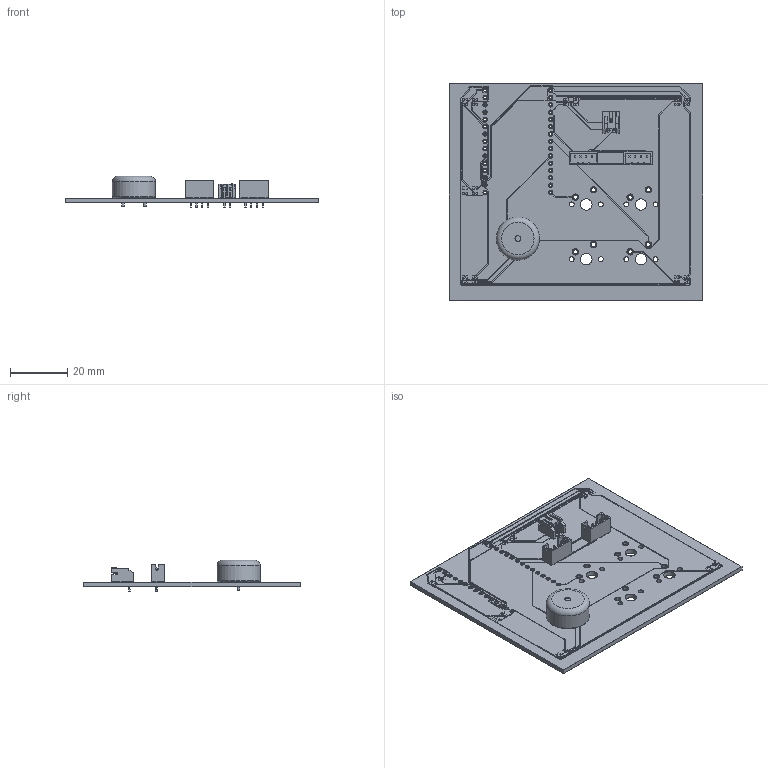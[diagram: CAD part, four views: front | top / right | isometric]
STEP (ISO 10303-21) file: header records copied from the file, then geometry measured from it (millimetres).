
FILE_DESCRIPTION(('KiCad electronic assembly'),'2;1');
FILE_NAME('tomato.step','2025-07-28T19:33:02',('Pcbnew'),('Kicad'), 'Open CASCADE STEP processor 7.8','KiCad to STEP converter','Unknown' );
FILE_SCHEMA(('AUTOMOTIVE_DESIGN { 1 0 10303 214 1 1 1 1 }'));
Length unit declared in the file: millimetre
Products named in the file (8): tomato 1; JST_PH_B4B-PH-K_1x04_P2.00mm_Vertical; Buzzer_15x7.5RM7.6; JST_PH_S2B-PH-K_1x02_P2.00mm_Horizontal; tomato_copper; tomato_pad; tomato_soldermask; tomato_PCB
Assembly tree (8 placements, depth 2):
  tomato 1
    JST_PH_B4B-PH-K_1x04_P2.00mm_Vertical  x2
    Buzzer_15x7.5RM7.6
    JST_PH_S2B-PH-K_1x02_P2.00mm_Horizontal
    tomato_copper
    tomato_pad
    tomato_soldermask
    tomato_PCB
Bounding box: 88.11 x 75.32 x 10.93 mm (x, y, z)
Volume: 11533.3 mm3; surface area: 30221.6 mm2
Topology: 218 solids, 220 shells, 2211 faces, 5528 edges, 3772 vertices
Faces by surface type: plane 1722, cylinder 485, torus 4
Full cylindrical faces by diameter (mm): 0.7 x30, 0.75 x20, 0.85 x90, 0.9 x62, 0.95 x6, 1 x4, 1.45 x24, 1.5 x74, 1.7 x8, 2 x3, 2.2 x16, 4 x4, 15 x1
Entity records: 65458 total; most frequent: CARTESIAN_POINT 10719, DIRECTION 10400, ORIENTED_EDGE 9940, EDGE_CURVE 5132, LINE 4006, VECTOR 4006, VERTEX_POINT 3516, AXIS2_PLACEMENT_3D 3197
